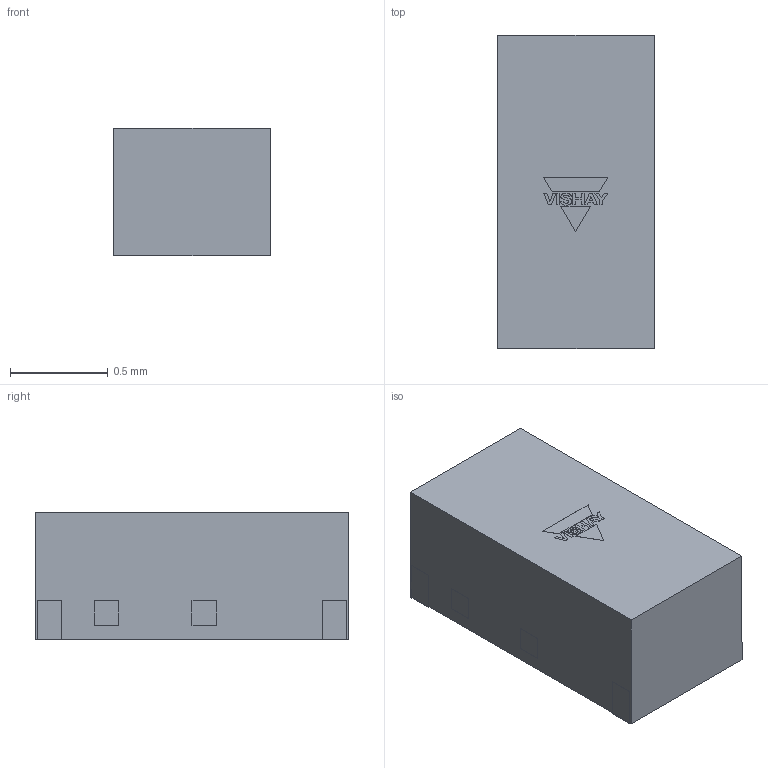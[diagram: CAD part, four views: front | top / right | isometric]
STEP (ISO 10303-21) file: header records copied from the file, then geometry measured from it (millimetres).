
FILE_DESCRIPTION(/* description */ (''),/* implementation_level */ '2;1');
FILE_NAME(/* name */ 'LED.stp',/* time_stamp */ '2019-07-30T18:58:09+02:00',/* author */ ('khaled'),/* organization */ (''),/* preprocessor_version */ 'ST-DEVELOPER v17.2',/* originating_system */ 'Autodesk Inventor 2019',/* authorisation */ '');
FILE_SCHEMA (('AUTOMOTIVE_DESIGN { 1 0 10303 214 3 1 1 }'));
Length unit declared in the file: millimetre
Products named in the file (6): LED; body; Lead; sid_bar; sid_square; Vishay
Assembly tree (11 placements, depth 2):
  LED
    body
    Lead
    sid_bar  x4
    sid_square  x4
    Vishay
Bounding box: 0.81 x 1.6 x 0.65 mm (x, y, z)
Volume: 0.8 mm3; surface area: 7 mm2
Topology: 20 solids, 20 shells, 174 faces, 402 edges, 268 vertices
Faces by surface type: plane 155, bspline 12, cylinder 7
Entity records: 4298 total; most frequent: CARTESIAN_POINT 861, ORIENTED_EDGE 660, DIRECTION 606, EDGE_CURVE 330, LINE 292, VECTOR 292, VERTEX_POINT 220, AXIS2_PLACEMENT_3D 157
